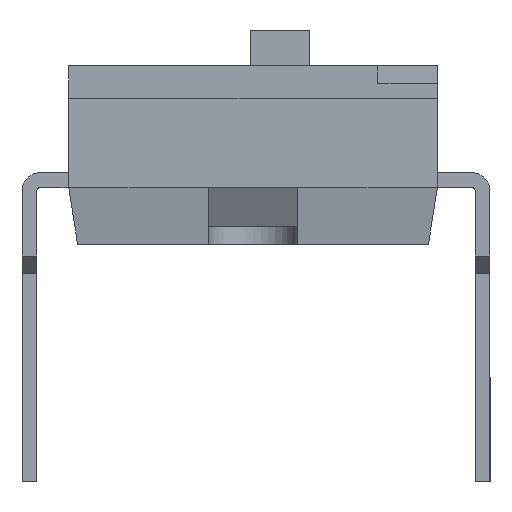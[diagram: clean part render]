
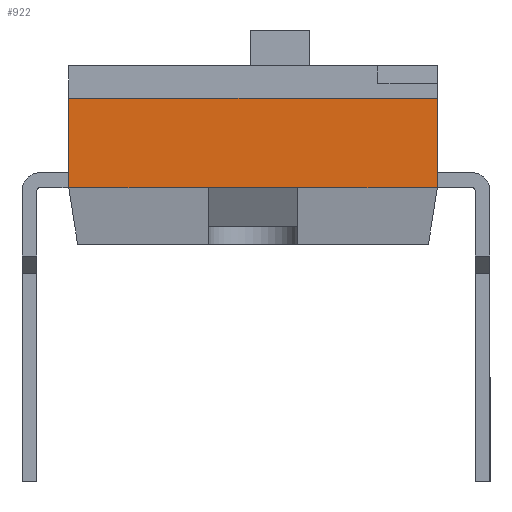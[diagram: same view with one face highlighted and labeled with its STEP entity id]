
A CAD part, left-side view. The second image highlights one B-rep face of the part: STEP entity #922.
In plain terms, the highlighted planar face has unit normal (-1, 0, 0).
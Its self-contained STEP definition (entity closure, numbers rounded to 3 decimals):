
#922 = ADVANCED_FACE( '', ( #2088 ), #2089, .F. );
#2088 = FACE_OUTER_BOUND( '', #3714, .T. );
#2089 = PLANE( '', #3715 );
#3714 = EDGE_LOOP( '', ( #5409, #5410, #5411, #5412, #5413, #5414 ) );
#3715 = AXIS2_PLACEMENT_3D( '', #5415, #5416, #5417 );
#5409 = ORIENTED_EDGE( '', *, *, #10548, .T. );
#5410 = ORIENTED_EDGE( '', *, *, #10549, .T. );
#5411 = ORIENTED_EDGE( '', *, *, #10550, .T. );
#5412 = ORIENTED_EDGE( '', *, *, #10551, .F. );
#5413 = ORIENTED_EDGE( '', *, *, #10552, .F. );
#5414 = ORIENTED_EDGE( '', *, *, #10553, .T. );
#5415 = CARTESIAN_POINT( '', ( -10.63, 3.1, 1.5 ) );
#5416 = DIRECTION( '', ( 1., 0., 0. ) );
#5417 = DIRECTION( '', ( 0., 0., -1. ) );
#10548 = EDGE_CURVE( '', #12496, #12497, #12498, .T. );
#10549 = EDGE_CURVE( '', #12497, #12499, #12500, .T. );
#10550 = EDGE_CURVE( '', #12499, #12501, #12502, .T. );
#10551 = EDGE_CURVE( '', #12503, #12501, #12504, .T. );
#10552 = EDGE_CURVE( '', #12505, #12503, #12506, .T. );
#10553 = EDGE_CURVE( '', #12505, #12496, #12507, .T. );
#12496 = VERTEX_POINT( '', #15494 );
#12497 = VERTEX_POINT( '', #15495 );
#12498 = LINE( '', #15496, #15497 );
#12499 = VERTEX_POINT( '', #15498 );
#12500 = LINE( '', #15499, #15500 );
#12501 = VERTEX_POINT( '', #15501 );
#12502 = LINE( '', #15502, #15503 );
#12503 = VERTEX_POINT( '', #15504 );
#12504 = LINE( '', #15505, #15506 );
#12505 = VERTEX_POINT( '', #15507 );
#12506 = LINE( '', #15508, #15509 );
#12507 = LINE( '', #15510, #15511 );
#15494 = CARTESIAN_POINT( '', ( -10.63, 3.1, 0. ) );
#15495 = CARTESIAN_POINT( '', ( -10.63, 0.75, 0. ) );
#15496 = CARTESIAN_POINT( '', ( -10.63, 3.1, 0. ) );
#15497 = VECTOR( '', #20152, 1000. );
#15498 = CARTESIAN_POINT( '', ( -10.63, -0.75, 0. ) );
#15499 = CARTESIAN_POINT( '', ( -10.63, 0.75, 0. ) );
#15500 = VECTOR( '', #20153, 1000. );
#15501 = CARTESIAN_POINT( '', ( -10.63, -3.1, 0. ) );
#15502 = CARTESIAN_POINT( '', ( -10.63, 3.1, 0. ) );
#15503 = VECTOR( '', #20154, 1000. );
#15504 = CARTESIAN_POINT( '', ( -10.63, -3.1, 1.5 ) );
#15505 = CARTESIAN_POINT( '', ( -10.63, -3.1, 1.5 ) );
#15506 = VECTOR( '', #20155, 1000. );
#15507 = CARTESIAN_POINT( '', ( -10.63, 3.1, 1.5 ) );
#15508 = CARTESIAN_POINT( '', ( -10.63, 3.1, 1.5 ) );
#15509 = VECTOR( '', #20156, 1000. );
#15510 = CARTESIAN_POINT( '', ( -10.63, 3.1, 1.5 ) );
#15511 = VECTOR( '', #20157, 1000. );
#20152 = DIRECTION( '', ( 0., -1., 0. ) );
#20153 = DIRECTION( '', ( 0., -1., 0. ) );
#20154 = DIRECTION( '', ( 0., -1., 0. ) );
#20155 = DIRECTION( '', ( 0., 0., -1. ) );
#20156 = DIRECTION( '', ( 0., -1., 0. ) );
#20157 = DIRECTION( '', ( 0., 0., -1. ) );
